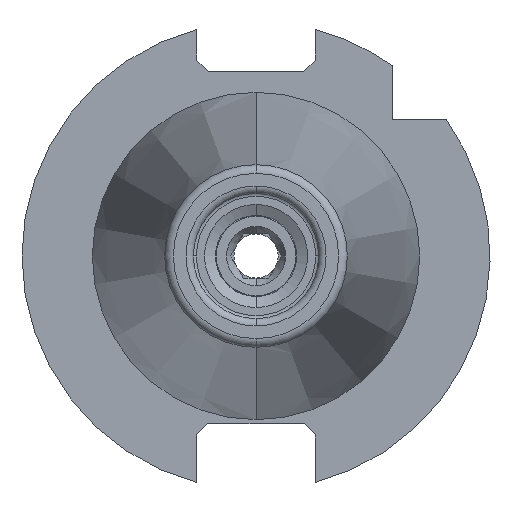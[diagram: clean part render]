
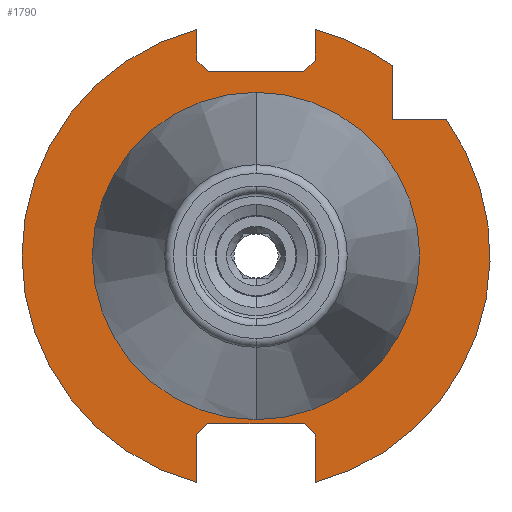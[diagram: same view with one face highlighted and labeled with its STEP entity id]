
A CAD part, left-side view. The second image highlights one B-rep face of the part: STEP entity #1790.
In plain terms, the highlighted planar face has unit normal (-1, 0, 0).
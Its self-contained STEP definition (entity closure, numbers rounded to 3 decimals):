
#33 = CARTESIAN_POINT ( 'NONE',  ( 71.6, 0., 0. ) ) ;
#34 = DIRECTION ( 'NONE',  ( -1., 0., 0. ) ) ;
#35 = DIRECTION ( 'NONE',  ( 0., 0., 1. ) ) ;
#254 = ORIENTED_EDGE ( 'NONE', *, *, #2122, .T. ) ;
#268 = ORIENTED_EDGE ( 'NONE', *, *, #2127, .T. ) ;
#272 = ORIENTED_EDGE ( 'NONE', *, *, #2128, .T. ) ;
#273 = ORIENTED_EDGE ( 'NONE', *, *, #2221, .T. ) ;
#276 = ORIENTED_EDGE ( 'NONE', *, *, #2129, .T. ) ;
#287 = ORIENTED_EDGE ( 'NONE', *, *, #2139, .F. ) ;
#288 = ORIENTED_EDGE ( 'NONE', *, *, #2138, .T. ) ;
#291 = ORIENTED_EDGE ( 'NONE', *, *, #2301, .F. ) ;
#301 = ORIENTED_EDGE ( 'NONE', *, *, #2123, .T. ) ;
#304 = ORIENTED_EDGE ( 'NONE', *, *, #2124, .T. ) ;
#305 = ORIENTED_EDGE ( 'NONE', *, *, #2125, .T. ) ;
#306 = ORIENTED_EDGE ( 'NONE', *, *, #2126, .T. ) ;
#314 = ORIENTED_EDGE ( 'NONE', *, *, #2141, .T. ) ;
#318 = ORIENTED_EDGE ( 'NONE', *, *, #2192, .T. ) ;
#319 = ORIENTED_EDGE ( 'NONE', *, *, #2121, .T. ) ;
#320 = ORIENTED_EDGE ( 'NONE', *, *, #2120, .T. ) ;
#321 = ORIENTED_EDGE ( 'NONE', *, *, #2119, .T. ) ;
#704 = AXIS2_PLACEMENT_3D ( 'NONE', #861, #862, #863 ) ;
#705 = AXIS2_PLACEMENT_3D ( 'NONE', #867, #868, #869 ) ;
#722 = AXIS2_PLACEMENT_3D ( 'NONE', #1017, #1018, #1019 ) ;
#732 = AXIS2_PLACEMENT_3D ( 'NONE', #33, #34, #35 ) ;
#764 = AXIS2_PLACEMENT_3D ( 'NONE', #4058, #4059, #4060 ) ;
#851 = CARTESIAN_POINT ( 'NONE',  ( 71.6, 19.238, 2.987 ) ) ;
#858 = DIRECTION ( 'NONE',  ( 0., -0.707, -0.707 ) ) ;
#861 = CARTESIAN_POINT ( 'NONE',  ( 71.6, 0., 0. ) ) ;
#862 = DIRECTION ( 'NONE',  ( -1., 0., 0. ) ) ;
#863 = DIRECTION ( 'NONE',  ( 0., 0., 1. ) ) ;
#867 = CARTESIAN_POINT ( 'NONE',  ( 71.6, 0., 0. ) ) ;
#868 = DIRECTION ( 'NONE',  ( -1., 0., 0. ) ) ;
#869 = DIRECTION ( 'NONE',  ( 0., 0., 1. ) ) ;
#1017 = CARTESIAN_POINT ( 'NONE',  ( 71.6, 0., 0. ) ) ;
#1018 = DIRECTION ( 'NONE',  ( -1., 0., 0. ) ) ;
#1019 = DIRECTION ( 'NONE',  ( 0., 0., 1. ) ) ;
#1260 = DIRECTION ( 'NONE',  ( 0., -1., 0. ) ) ;
#1264 = CARTESIAN_POINT ( 'NONE',  ( 71.6, 2.988, -19.238 ) ) ;
#1265 = CARTESIAN_POINT ( 'NONE',  ( 71.6, 22.225, -22.8 ) ) ;
#1270 = DIRECTION ( 'NONE',  ( 0., -0.707, 0.707 ) ) ;
#1271 = CARTESIAN_POINT ( 'NONE',  ( 71.6, 8.05, 0. ) ) ;
#1272 = DIRECTION ( 'NONE',  ( 0., 0., 1. ) ) ;
#1273 = CARTESIAN_POINT ( 'NONE',  ( 71.6, 8.05, 0. ) ) ;
#1274 = DIRECTION ( 'NONE',  ( 0., 0., 1. ) ) ;
#1275 = CARTESIAN_POINT ( 'NONE',  ( 71.6, 1.838, 20.388 ) ) ;
#1276 = DIRECTION ( 'NONE',  ( 0., 0.707, 0.707 ) ) ;
#1277 = CARTESIAN_POINT ( 'NONE',  ( 71.6, 22.225, 25. ) ) ;
#1278 = DIRECTION ( 'NONE',  ( 0., 1., 0. ) ) ;
#1279 = CARTESIAN_POINT ( 'NONE',  ( 71.6, 20.388, -1.837 ) ) ;
#1280 = DIRECTION ( 'NONE',  ( 0., 0.707, -0.707 ) ) ;
#1281 = CARTESIAN_POINT ( 'NONE',  ( 71.6, -8.05, 0. ) ) ;
#1282 = DIRECTION ( 'NONE',  ( 0., 0., -1. ) ) ;
#1283 = CARTESIAN_POINT ( 'NONE',  ( 71.6, -18.5, 0. ) ) ;
#1284 = DIRECTION ( 'NONE',  ( 0., 0., 1. ) ) ;
#1285 = CARTESIAN_POINT ( 'NONE',  ( 71.6, 22.225, 18.5 ) ) ;
#1286 = DIRECTION ( 'NONE',  ( 0., 1., 0. ) ) ;
#1287 = CARTESIAN_POINT ( 'NONE',  ( 71.6, -8.05, 0. ) ) ;
#1288 = DIRECTION ( 'NONE',  ( 0., 0., -1. ) ) ;
#1520 = CARTESIAN_POINT ( 'NONE',  ( 71.6, 22.225, 0. ) ) ;
#1523 = PLANE ( 'NONE',  #2048 ) ;
#1525 = DIRECTION ( 'NONE',  ( 1., 0., 0. ) ) ;
#1526 = DIRECTION ( 'NONE',  ( 0., 0., -1. ) ) ;
#1790 = ADVANCED_FACE ( 'NONE', ( #3270, #3277 ), #1523, .F. ) ;
#2048 = AXIS2_PLACEMENT_3D ( 'NONE', #1520, #1525, #1526 ) ;
#2119 = EDGE_CURVE ( 'NONE', #2969, #2943, #3567, .T. ) ;
#2120 = EDGE_CURVE ( 'NONE', #2940, #2969, #3582, .T. ) ;
#2121 = EDGE_CURVE ( 'NONE', #2852, #2940, #3585, .T. ) ;
#2122 = EDGE_CURVE ( 'NONE', #2964, #2939, #3587, .T. ) ;
#2123 = EDGE_CURVE ( 'NONE', #2966, #2964, #3589, .T. ) ;
#2124 = EDGE_CURVE ( 'NONE', #2965, #2966, #3591, .T. ) ;
#2125 = EDGE_CURVE ( 'NONE', #2983, #2965, #3593, .T. ) ;
#2126 = EDGE_CURVE ( 'NONE', #2942, #2983, #3595, .T. ) ;
#2127 = EDGE_CURVE ( 'NONE', #2959, #2982, #3597, .T. ) ;
#2128 = EDGE_CURVE ( 'NONE', #2910, #2959, #3599, .T. ) ;
#2129 = EDGE_CURVE ( 'NONE', #2948, #2830, #3601, .T. ) ;
#2138 = EDGE_CURVE ( 'NONE', #2943, #2948, #3610, .T. ) ;
#2139 = EDGE_CURVE ( 'NONE', #2836, #2896, #3612, .T. ) ;
#2141 = EDGE_CURVE ( 'NONE', #2982, #2942, #3613, .T. ) ;
#2192 = EDGE_CURVE ( 'NONE', #2939, #2852, #3681, .T. ) ;
#2221 = EDGE_CURVE ( 'NONE', #2830, #2910, #3708, .T. ) ;
#2301 = EDGE_CURVE ( 'NONE', #2896, #2836, #3811, .T. ) ;
#2717 = EDGE_LOOP ( 'NONE', ( #291, #287 ) ) ;
#2718 = EDGE_LOOP ( 'NONE', ( #288, #276, #273, #272, #268, #314, #306, #305, #304, #301, #254, #318, #319, #320, #321 ) ) ;
#2830 = VERTEX_POINT ( 'NONE', #4061 ) ;
#2836 = VERTEX_POINT ( 'NONE', #4077 ) ;
#2852 = VERTEX_POINT ( 'NONE', #4093 ) ;
#2896 = VERTEX_POINT ( 'NONE', #4137 ) ;
#2910 = VERTEX_POINT ( 'NONE', #4151 ) ;
#2939 = VERTEX_POINT ( 'NONE', #4153 ) ;
#2940 = VERTEX_POINT ( 'NONE', #4160 ) ;
#2942 = VERTEX_POINT ( 'NONE', #4154 ) ;
#2943 = VERTEX_POINT ( 'NONE', #4162 ) ;
#2948 = VERTEX_POINT ( 'NONE', #4166 ) ;
#2959 = VERTEX_POINT ( 'NONE', #4177 ) ;
#2964 = VERTEX_POINT ( 'NONE', #4182 ) ;
#2965 = VERTEX_POINT ( 'NONE', #4183 ) ;
#2966 = VERTEX_POINT ( 'NONE', #4184 ) ;
#2969 = VERTEX_POINT ( 'NONE', #4187 ) ;
#2982 = VERTEX_POINT ( 'NONE', #4200 ) ;
#2983 = VERTEX_POINT ( 'NONE', #4201 ) ;
#3270 = FACE_BOUND ( 'NONE', #2717, .T. ) ;
#3277 = FACE_OUTER_BOUND ( 'NONE', #2718, .T. ) ;
#3567 = LINE ( 'NONE', #1265, #3584 ) ;
#3582 = LINE ( 'NONE', #1264, #3586 ) ;
#3584 = VECTOR ( 'NONE', #1260, 1000. ) ;
#3585 = LINE ( 'NONE', #1271, #3588 ) ;
#3586 = VECTOR ( 'NONE', #1270, 1000. ) ;
#3587 = LINE ( 'NONE', #1273, #3590 ) ;
#3588 = VECTOR ( 'NONE', #1272, 1000. ) ;
#3589 = LINE ( 'NONE', #1275, #3592 ) ;
#3590 = VECTOR ( 'NONE', #1274, 1000. ) ;
#3591 = LINE ( 'NONE', #1277, #3594 ) ;
#3592 = VECTOR ( 'NONE', #1276, 1000. ) ;
#3593 = LINE ( 'NONE', #1279, #3596 ) ;
#3594 = VECTOR ( 'NONE', #1278, 1000. ) ;
#3595 = LINE ( 'NONE', #1281, #3598 ) ;
#3596 = VECTOR ( 'NONE', #1280, 1000. ) ;
#3597 = LINE ( 'NONE', #1283, #3600 ) ;
#3598 = VECTOR ( 'NONE', #1282, 1000. ) ;
#3599 = LINE ( 'NONE', #1285, #3602 ) ;
#3600 = VECTOR ( 'NONE', #1284, 1000. ) ;
#3601 = LINE ( 'NONE', #1287, #3604 ) ;
#3602 = VECTOR ( 'NONE', #1286, 1000. ) ;
#3604 = VECTOR ( 'NONE', #1288, 1000. ) ;
#3606 = VECTOR ( 'NONE', #858, 1000. ) ;
#3610 = LINE ( 'NONE', #851, #3606 ) ;
#3612 = CIRCLE ( 'NONE', #704, 22.225 ) ;
#3613 = CIRCLE ( 'NONE', #705, 31.775 ) ;
#3681 = CIRCLE ( 'NONE', #722, 31.775 ) ;
#3708 = CIRCLE ( 'NONE', #732, 31.775 ) ;
#3811 = CIRCLE ( 'NONE', #764, 22.225 ) ;
#4058 = CARTESIAN_POINT ( 'NONE',  ( 71.6, 0., 0. ) ) ;
#4059 = DIRECTION ( 'NONE',  ( -1., 0., 0. ) ) ;
#4060 = DIRECTION ( 'NONE',  ( 0., 0., 1. ) ) ;
#4061 = CARTESIAN_POINT ( 'NONE',  ( 71.6, -8.05, -30.738 ) ) ;
#4077 = CARTESIAN_POINT ( 'NONE',  ( 71.6, 0., -22.225 ) ) ;
#4093 = CARTESIAN_POINT ( 'NONE',  ( 71.6, 8.05, -30.738 ) ) ;
#4137 = CARTESIAN_POINT ( 'NONE',  ( 71.6, 0., 22.225 ) ) ;
#4151 = CARTESIAN_POINT ( 'NONE',  ( 71.6, -25.834, 18.5 ) ) ;
#4153 = CARTESIAN_POINT ( 'NONE',  ( 71.6, 8.05, 30.738 ) ) ;
#4154 = CARTESIAN_POINT ( 'NONE',  ( 71.6, -8.05, 30.738 ) ) ;
#4160 = CARTESIAN_POINT ( 'NONE',  ( 71.6, 8.05, -24.3 ) ) ;
#4162 = CARTESIAN_POINT ( 'NONE',  ( 71.6, -6.55, -22.8 ) ) ;
#4166 = CARTESIAN_POINT ( 'NONE',  ( 71.6, -8.05, -24.3 ) ) ;
#4177 = CARTESIAN_POINT ( 'NONE',  ( 71.6, -18.5, 18.5 ) ) ;
#4182 = CARTESIAN_POINT ( 'NONE',  ( 71.6, 8.05, 26.6 ) ) ;
#4183 = CARTESIAN_POINT ( 'NONE',  ( 71.6, -6.45, 25. ) ) ;
#4184 = CARTESIAN_POINT ( 'NONE',  ( 71.6, 6.45, 25. ) ) ;
#4187 = CARTESIAN_POINT ( 'NONE',  ( 71.6, 6.55, -22.8 ) ) ;
#4200 = CARTESIAN_POINT ( 'NONE',  ( 71.6, -18.5, 25.834 ) ) ;
#4201 = CARTESIAN_POINT ( 'NONE',  ( 71.6, -8.05, 26.6 ) ) ;
